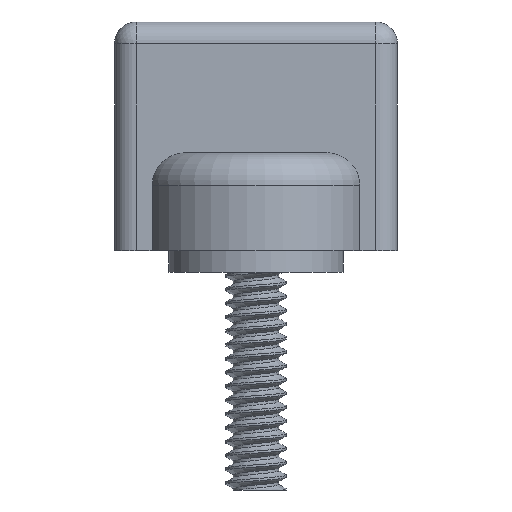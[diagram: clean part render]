
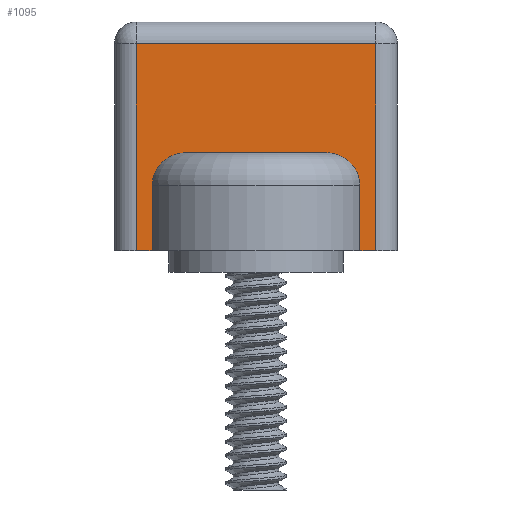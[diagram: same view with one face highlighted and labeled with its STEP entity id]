
A CAD part, front view. The second image highlights one B-rep face of the part: STEP entity #1095.
In plain terms, the highlighted planar face has unit normal (0, -1, 0).
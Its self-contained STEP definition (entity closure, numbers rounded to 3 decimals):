
#27=PLANE('',#1198);
#95=FACE_OUTER_BOUND('',#159,.T.);
#159=EDGE_LOOP('',(#971,#972,#973,#974,#975,#976,#977,#978,#979,#980));
#257=B_SPLINE_CURVE_WITH_KNOTS('',3,(#2633,#2634,#2635,#2636,#2637,#2638,
#2639,#2640,#2641,#2642),.UNSPECIFIED.,.F.,.F.,(4,2,2,2,4),(0.,0.054,
0.11,0.168,0.231),.UNSPECIFIED.);
#258=B_SPLINE_CURVE_WITH_KNOTS('',3,(#2646,#2647,#2648,#2649,#2650,#2651,
#2652,#2653,#2654,#2655),.UNSPECIFIED.,.F.,.F.,(4,2,2,2,4),(0.721,
0.783,0.841,0.897,0.951),
 .UNSPECIFIED.);
#301=LINE('',#2659,#362);
#302=LINE('',#2662,#363);
#305=LINE('',#2687,#366);
#312=LINE('',#2717,#373);
#316=LINE('',#2723,#377);
#323=LINE('',#2734,#384);
#324=LINE('',#2735,#385);
#326=LINE('',#3930,#387);
#362=VECTOR('',#1326,10.);
#363=VECTOR('',#1329,10.);
#366=VECTOR('',#1356,10.);
#373=VECTOR('',#1389,10.);
#377=VECTOR('',#1397,10.);
#384=VECTOR('',#1412,10.);
#385=VECTOR('',#1413,10.);
#387=VECTOR('',#1431,10.);
#463=VERTEX_POINT('',#2631);
#464=VERTEX_POINT('',#2632);
#465=VERTEX_POINT('',#2643);
#466=VERTEX_POINT('',#2645);
#467=VERTEX_POINT('',#2658);
#468=VERTEX_POINT('',#2660);
#476=VERTEX_POINT('',#2680);
#478=VERTEX_POINT('',#2685);
#484=VERTEX_POINT('',#2706);
#487=VERTEX_POINT('',#2713);
#600=EDGE_CURVE('',#463,#464,#257,.F.);
#602=EDGE_CURVE('',#465,#466,#258,.F.);
#604=EDGE_CURVE('',#464,#467,#301,.T.);
#606=EDGE_CURVE('',#468,#465,#302,.T.);
#617=EDGE_CURVE('',#478,#476,#305,.T.);
#632=EDGE_CURVE('',#484,#487,#312,.T.);
#636=EDGE_CURVE('',#476,#484,#316,.T.);
#643=EDGE_CURVE('',#468,#487,#323,.T.);
#644=EDGE_CURVE('',#478,#467,#324,.T.);
#657=EDGE_CURVE('',#466,#463,#326,.T.);
#971=ORIENTED_EDGE('',*,*,#617,.F.);
#972=ORIENTED_EDGE('',*,*,#644,.T.);
#973=ORIENTED_EDGE('',*,*,#604,.F.);
#974=ORIENTED_EDGE('',*,*,#600,.F.);
#975=ORIENTED_EDGE('',*,*,#657,.F.);
#976=ORIENTED_EDGE('',*,*,#602,.F.);
#977=ORIENTED_EDGE('',*,*,#606,.F.);
#978=ORIENTED_EDGE('',*,*,#643,.T.);
#979=ORIENTED_EDGE('',*,*,#632,.F.);
#980=ORIENTED_EDGE('',*,*,#636,.F.);
#1095=ADVANCED_FACE('',(#95),#27,.T.);
#1198=AXIS2_PLACEMENT_3D('',#3933,#1436,#1437);
#1326=DIRECTION('',(0.,0.,-1.));
#1329=DIRECTION('',(0.,0.,1.));
#1356=DIRECTION('',(0.,0.,1.));
#1389=DIRECTION('',(0.,0.,-1.));
#1397=DIRECTION('',(1.,0.,0.));
#1412=DIRECTION('',(1.,0.,0.));
#1413=DIRECTION('',(1.,0.,0.));
#1431=DIRECTION('',(-1.,0.,0.));
#1436=DIRECTION('center_axis',(0.,-1.,0.));
#1437=DIRECTION('ref_axis',(-1.,0.,0.));
#2631=CARTESIAN_POINT('',(-3.162,-1.5,4.5));
#2632=CARTESIAN_POINT('',(-4.77,-1.5,3.));
#2633=CARTESIAN_POINT('Ctrl Pts',(-4.77,-1.5,3.));
#2634=CARTESIAN_POINT('Ctrl Pts',(-4.77,-1.5,3.182));
#2635=CARTESIAN_POINT('Ctrl Pts',(-4.726,-1.5,3.395));
#2636=CARTESIAN_POINT('Ctrl Pts',(-4.582,-1.5,3.733));
#2637=CARTESIAN_POINT('Ctrl Pts',(-4.455,-1.5,3.917));
#2638=CARTESIAN_POINT('Ctrl Pts',(-4.183,-1.5,4.181));
#2639=CARTESIAN_POINT('Ctrl Pts',(-3.987,-1.5,4.306));
#2640=CARTESIAN_POINT('Ctrl Pts',(-3.614,-1.5,4.455));
#2641=CARTESIAN_POINT('Ctrl Pts',(-3.37,-1.5,4.5));
#2642=CARTESIAN_POINT('Ctrl Pts',(-3.162,-1.5,4.5));
#2643=CARTESIAN_POINT('',(4.77,-1.5,3.));
#2645=CARTESIAN_POINT('',(3.162,-1.5,4.5));
#2646=CARTESIAN_POINT('Ctrl Pts',(3.162,-1.5,4.5));
#2647=CARTESIAN_POINT('Ctrl Pts',(3.37,-1.5,4.5));
#2648=CARTESIAN_POINT('Ctrl Pts',(3.614,-1.5,4.455));
#2649=CARTESIAN_POINT('Ctrl Pts',(3.987,-1.5,4.306));
#2650=CARTESIAN_POINT('Ctrl Pts',(4.183,-1.5,4.181));
#2651=CARTESIAN_POINT('Ctrl Pts',(4.455,-1.5,3.917));
#2652=CARTESIAN_POINT('Ctrl Pts',(4.582,-1.5,3.733));
#2653=CARTESIAN_POINT('Ctrl Pts',(4.726,-1.5,3.395));
#2654=CARTESIAN_POINT('Ctrl Pts',(4.77,-1.5,3.182));
#2655=CARTESIAN_POINT('Ctrl Pts',(4.77,-1.5,3.));
#2658=CARTESIAN_POINT('',(-4.77,-1.5,0.));
#2659=CARTESIAN_POINT('',(-4.77,-1.5,0.));
#2660=CARTESIAN_POINT('',(4.77,-1.5,0.));
#2662=CARTESIAN_POINT('',(4.77,-1.5,0.));
#2680=CARTESIAN_POINT('',(-5.5,-1.5,9.5));
#2685=CARTESIAN_POINT('',(-5.5,-1.5,0.));
#2687=CARTESIAN_POINT('',(-5.5,-1.5,4.5));
#2706=CARTESIAN_POINT('',(5.5,-1.5,9.5));
#2713=CARTESIAN_POINT('',(5.5,-1.5,0.));
#2717=CARTESIAN_POINT('',(5.5,-1.5,4.5));
#2723=CARTESIAN_POINT('',(-2.385,-1.5,9.5));
#2734=CARTESIAN_POINT('',(3.25,-1.5,0.));
#2735=CARTESIAN_POINT('',(-2.385,-1.5,0.));
#3930=CARTESIAN_POINT('',(-3.25,-1.5,4.5));
#3933=CARTESIAN_POINT('Origin',(-4.77,-1.5,4.5));
